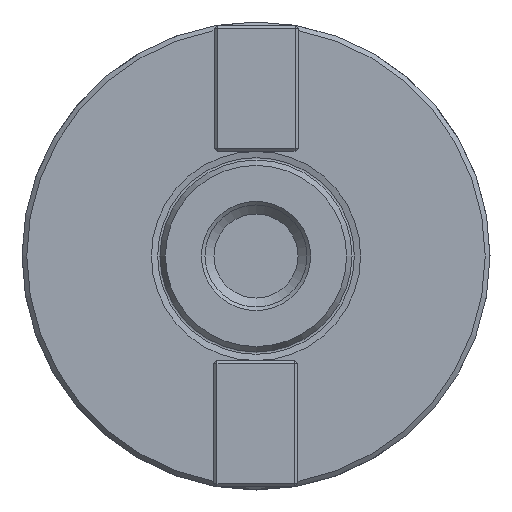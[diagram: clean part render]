
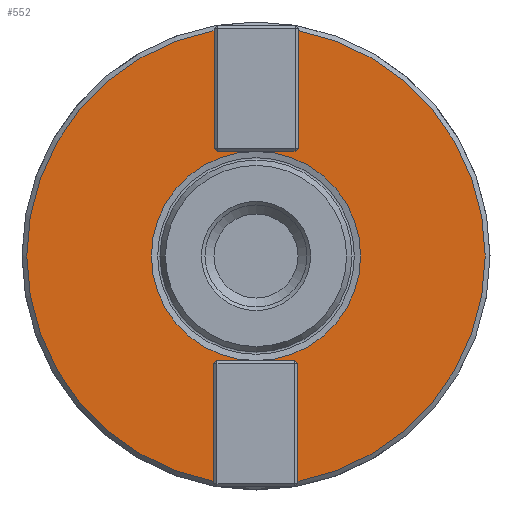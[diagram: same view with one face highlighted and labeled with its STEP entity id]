
A CAD part, left-side view. The second image highlights one B-rep face of the part: STEP entity #552.
In plain terms, the highlighted planar face has unit normal (-1, 0, 0).
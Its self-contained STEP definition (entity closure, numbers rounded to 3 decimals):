
#69=FACE_BOUND('',#836,.T.);
#70=FACE_BOUND('',#837,.T.);
#124=PLANE('',#2434);
#253=LINE('',#4292,#385);
#254=LINE('',#4294,#386);
#255=LINE('',#4296,#387);
#256=LINE('',#4298,#388);
#257=LINE('',#4300,#389);
#258=LINE('',#4304,#390);
#259=LINE('',#4306,#391);
#260=LINE('',#4308,#392);
#261=LINE('',#4310,#393);
#262=LINE('',#4312,#394);
#385=VECTOR('',#2884,1.);
#386=VECTOR('',#2885,1.);
#387=VECTOR('',#2886,1.);
#388=VECTOR('',#2887,1.);
#389=VECTOR('',#2888,1.);
#390=VECTOR('',#2891,1.);
#391=VECTOR('',#2892,1.);
#392=VECTOR('',#2893,1.);
#393=VECTOR('',#2894,1.);
#394=VECTOR('',#2895,1.);
#552=ADVANCED_FACE('',(#69,#70),#124,.F.);
#836=EDGE_LOOP('',(#1409,#1410,#1411,#1412,#1413,#1414,#1415,#1416,#1417,
#1418,#1419,#1420));
#837=EDGE_LOOP('',(#1421));
#980=CIRCLE('',#2430,17.435);
#981=CIRCLE('',#2432,38.2);
#982=CIRCLE('',#2433,38.2);
#1409=ORIENTED_EDGE('',*,*,#2079,.F.);
#1410=ORIENTED_EDGE('',*,*,#2080,.T.);
#1411=ORIENTED_EDGE('',*,*,#2081,.T.);
#1412=ORIENTED_EDGE('',*,*,#2082,.T.);
#1413=ORIENTED_EDGE('',*,*,#2083,.T.);
#1414=ORIENTED_EDGE('',*,*,#2084,.T.);
#1415=ORIENTED_EDGE('',*,*,#2085,.F.);
#1416=ORIENTED_EDGE('',*,*,#2086,.T.);
#1417=ORIENTED_EDGE('',*,*,#2087,.T.);
#1418=ORIENTED_EDGE('',*,*,#2088,.T.);
#1419=ORIENTED_EDGE('',*,*,#2089,.T.);
#1420=ORIENTED_EDGE('',*,*,#2090,.T.);
#1421=ORIENTED_EDGE('',*,*,#2078,.T.);
#1800=VERTEX_POINT('',#4287);
#1801=VERTEX_POINT('',#4290);
#1802=VERTEX_POINT('',#4291);
#1803=VERTEX_POINT('',#4293);
#1804=VERTEX_POINT('',#4295);
#1805=VERTEX_POINT('',#4297);
#1806=VERTEX_POINT('',#4299);
#1807=VERTEX_POINT('',#4301);
#1808=VERTEX_POINT('',#4303);
#1809=VERTEX_POINT('',#4305);
#1810=VERTEX_POINT('',#4307);
#1811=VERTEX_POINT('',#4309);
#1812=VERTEX_POINT('',#4311);
#2078=EDGE_CURVE('',#1800,#1800,#980,.T.);
#2079=EDGE_CURVE('',#1801,#1802,#981,.T.);
#2080=EDGE_CURVE('',#1801,#1803,#253,.T.);
#2081=EDGE_CURVE('',#1803,#1804,#254,.T.);
#2082=EDGE_CURVE('',#1804,#1805,#255,.T.);
#2083=EDGE_CURVE('',#1805,#1806,#256,.T.);
#2084=EDGE_CURVE('',#1806,#1807,#257,.T.);
#2085=EDGE_CURVE('',#1808,#1807,#982,.T.);
#2086=EDGE_CURVE('',#1808,#1809,#258,.T.);
#2087=EDGE_CURVE('',#1809,#1810,#259,.T.);
#2088=EDGE_CURVE('',#1810,#1811,#260,.T.);
#2089=EDGE_CURVE('',#1811,#1812,#261,.T.);
#2090=EDGE_CURVE('',#1812,#1802,#262,.T.);
#2430=AXIS2_PLACEMENT_3D('',#4286,#2878,#2879);
#2432=AXIS2_PLACEMENT_3D('',#4289,#2882,#2883);
#2433=AXIS2_PLACEMENT_3D('',#4302,#2889,#2890);
#2434=AXIS2_PLACEMENT_3D('',#4313,#2896,#2897);
#2878=DIRECTION('',(1.,0.,0.));
#2879=DIRECTION('',(0.,0.,1.));
#2882=DIRECTION('',(1.,0.,0.));
#2883=DIRECTION('',(0.,0.,1.));
#2884=DIRECTION('',(0.,0.,1.));
#2885=DIRECTION('',(0.,-0.707,0.707));
#2886=DIRECTION('',(0.,-1.,0.));
#2887=DIRECTION('',(0.,-0.707,-0.707));
#2888=DIRECTION('',(0.,0.,-1.));
#2889=DIRECTION('',(1.,0.,0.));
#2890=DIRECTION('',(0.,0.,1.));
#2891=DIRECTION('',(0.,0.,-1.));
#2892=DIRECTION('',(0.,0.707,-0.707));
#2893=DIRECTION('',(0.,1.,0.));
#2894=DIRECTION('',(0.,0.707,0.707));
#2895=DIRECTION('',(0.,0.,1.));
#2896=DIRECTION('',(1.,0.,0.));
#2897=DIRECTION('',(0.,0.,-1.));
#4286=CARTESIAN_POINT('',(24.,0.,0.));
#4287=CARTESIAN_POINT('',(24.,0.,17.435));
#4289=CARTESIAN_POINT('',(24.,0.,0.));
#4290=CARTESIAN_POINT('',(24.,7.,-37.553));
#4291=CARTESIAN_POINT('',(24.,7.,37.553));
#4292=CARTESIAN_POINT('',(24.,7.,0.));
#4293=CARTESIAN_POINT('',(24.,7.,-17.95));
#4294=CARTESIAN_POINT('',(24.,13.625,-24.575));
#4295=CARTESIAN_POINT('',(24.,6.5,-17.45));
#4296=CARTESIAN_POINT('',(24.,38.2,-17.45));
#4297=CARTESIAN_POINT('',(24.,-6.5,-17.45));
#4298=CARTESIAN_POINT('',(24.,24.575,13.625));
#4299=CARTESIAN_POINT('',(24.,-7.,-17.95));
#4300=CARTESIAN_POINT('',(24.,-7.,0.));
#4301=CARTESIAN_POINT('',(24.,-7.,-37.553));
#4302=CARTESIAN_POINT('',(24.,0.,0.));
#4303=CARTESIAN_POINT('',(24.,-7.,37.553));
#4304=CARTESIAN_POINT('',(24.,-7.,0.));
#4305=CARTESIAN_POINT('',(24.,-7.,17.95));
#4306=CARTESIAN_POINT('',(24.,24.575,-13.625));
#4307=CARTESIAN_POINT('',(24.,-6.5,17.45));
#4308=CARTESIAN_POINT('',(24.,38.2,17.45));
#4309=CARTESIAN_POINT('',(24.,6.5,17.45));
#4310=CARTESIAN_POINT('',(24.,13.625,24.575));
#4311=CARTESIAN_POINT('',(24.,7.,17.95));
#4312=CARTESIAN_POINT('',(24.,7.,0.));
#4313=CARTESIAN_POINT('',(24.,38.2,0.));
